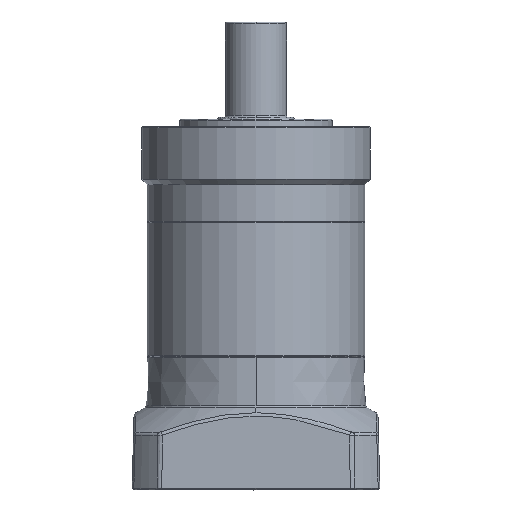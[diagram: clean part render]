
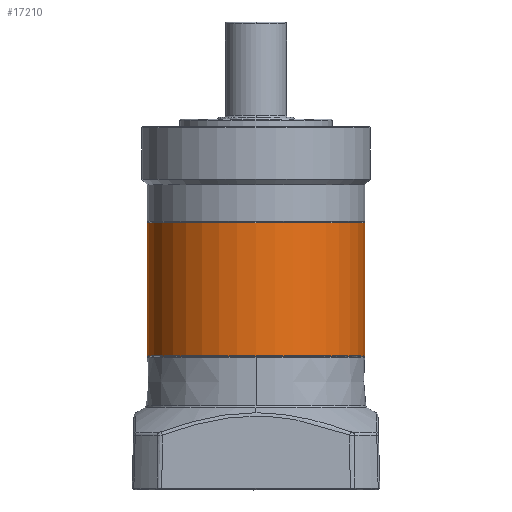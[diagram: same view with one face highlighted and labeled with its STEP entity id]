
A CAD part, front view. The second image highlights one B-rep face of the part: STEP entity #17210.
In plain terms, the highlighted cylindrical face has radius 57 mm (diameter 114 mm), a partial arc.
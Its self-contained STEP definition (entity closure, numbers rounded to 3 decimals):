
#1553 = DIRECTION ( 'NONE',  ( -1., 0., 0. ) ) ;
#1606 = DIRECTION ( 'NONE',  ( 0., 0., -1. ) ) ;
#1669 = CARTESIAN_POINT ( 'NONE',  ( 0., 0., 70.2 ) ) ;
#2441 = DIRECTION ( 'NONE',  ( -1., 0., 0. ) ) ;
#2497 = DIRECTION ( 'NONE',  ( 0., 0., 1. ) ) ;
#2503 = CARTESIAN_POINT ( 'NONE',  ( 0., 0., 0.3 ) ) ;
#3395 = CIRCLE ( 'NONE', #14029, 57. ) ;
#5802 = ORIENTED_EDGE ( 'NONE', *, *, #6515, .F. ) ;
#6515 = EDGE_CURVE ( 'NONE', #29832, #13263, #28470, .T. ) ;
#6823 = CARTESIAN_POINT ( 'NONE',  ( 57., 0., 0.3 ) ) ;
#7592 = AXIS2_PLACEMENT_3D ( 'NONE', #1669, #1606, #1553 ) ;
#7806 = DIRECTION ( 'NONE',  ( -1., 0., 0. ) ) ;
#7860 = CARTESIAN_POINT ( 'NONE',  ( 0., 0., 70.5 ) ) ;
#8205 = DIRECTION ( 'NONE',  ( 0., 0., -1. ) ) ;
#8263 = CYLINDRICAL_SURFACE ( 'NONE', #18096, 57. ) ;
#8668 = DIRECTION ( 'NONE',  ( 0., 0., -1. ) ) ;
#9181 = FACE_OUTER_BOUND ( 'NONE', #26173, .T. ) ;
#11378 = CARTESIAN_POINT ( 'NONE',  ( -57., 0., 70.5 ) ) ;
#11678 = CARTESIAN_POINT ( 'NONE',  ( -57., 0., 0.3 ) ) ;
#11810 = CARTESIAN_POINT ( 'NONE',  ( 57., 0., 70.2 ) ) ;
#12185 = VECTOR ( 'NONE', #12829, 1000. ) ;
#12829 = DIRECTION ( 'NONE',  ( 0., 0., -1. ) ) ;
#13263 = VERTEX_POINT ( 'NONE', #6823 ) ;
#14029 = AXIS2_PLACEMENT_3D ( 'NONE', #2503, #2497, #2441 ) ;
#15107 = CARTESIAN_POINT ( 'NONE',  ( 57., 0., 70.5 ) ) ;
#15164 = ORIENTED_EDGE ( 'NONE', *, *, #17453, .T. ) ;
#17210 = ADVANCED_FACE ( 'NONE', ( #9181 ), #8263, .T. ) ;
#17453 = EDGE_CURVE ( 'NONE', #19127, #13263, #3395, .T. ) ;
#18096 = AXIS2_PLACEMENT_3D ( 'NONE', #7860, #8205, #7806 ) ;
#18116 = ORIENTED_EDGE ( 'NONE', *, *, #31375, .T. ) ;
#18369 = CARTESIAN_POINT ( 'NONE',  ( -57., 0., 70.2 ) ) ;
#19127 = VERTEX_POINT ( 'NONE', #11678 ) ;
#19182 = EDGE_CURVE ( 'NONE', #35472, #19127, #42586, .T. ) ;
#20342 = DIRECTION ( 'NONE',  ( -1., 0., 0. ) ) ;
#20350 = DIRECTION ( 'NONE',  ( 0., 0., -1. ) ) ;
#20407 = CARTESIAN_POINT ( 'NONE',  ( 0., 0., 70.2 ) ) ;
#22920 = VERTEX_POINT ( 'NONE', #28592 ) ;
#25526 = VECTOR ( 'NONE', #8668, 1000. ) ;
#26173 = EDGE_LOOP ( 'NONE', ( #5802, #44850, #18116, #44652, #15164 ) ) ;
#27146 = AXIS2_PLACEMENT_3D ( 'NONE', #20407, #20350, #20342 ) ;
#28470 = LINE ( 'NONE', #15107, #12185 ) ;
#28592 = CARTESIAN_POINT ( 'NONE',  ( 0., -57., 70.2 ) ) ;
#29326 = EDGE_CURVE ( 'NONE', #29832, #22920, #38076, .T. ) ;
#29832 = VERTEX_POINT ( 'NONE', #11810 ) ;
#31375 = EDGE_CURVE ( 'NONE', #22920, #35472, #36608, .T. ) ;
#35472 = VERTEX_POINT ( 'NONE', #18369 ) ;
#36608 = CIRCLE ( 'NONE', #7592, 57. ) ;
#38076 = CIRCLE ( 'NONE', #27146, 57. ) ;
#42586 = LINE ( 'NONE', #11378, #25526 ) ;
#44652 = ORIENTED_EDGE ( 'NONE', *, *, #19182, .T. ) ;
#44850 = ORIENTED_EDGE ( 'NONE', *, *, #29326, .T. ) ;
